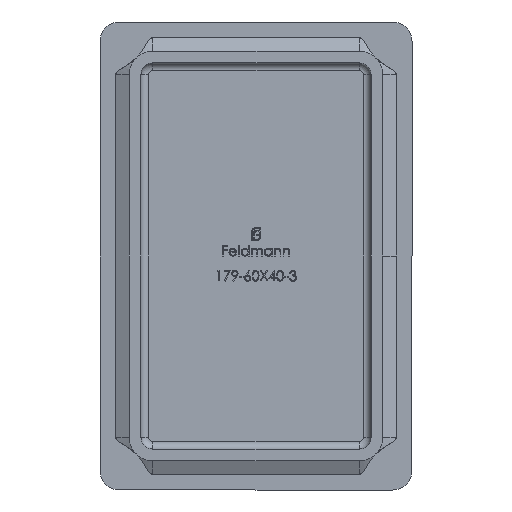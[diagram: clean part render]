
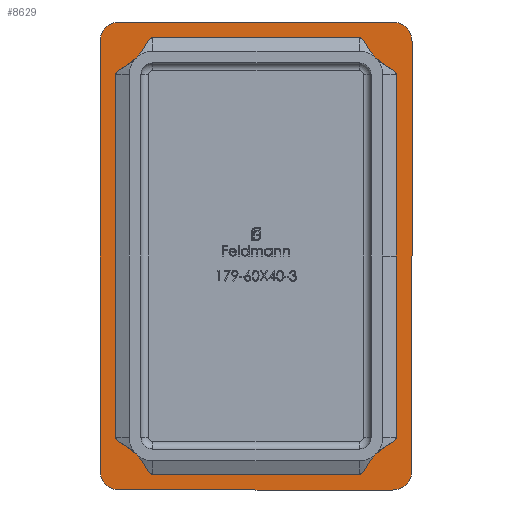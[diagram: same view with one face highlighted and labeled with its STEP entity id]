
A CAD part, front view. The second image highlights one B-rep face of the part: STEP entity #8629.
In plain terms, the highlighted planar face has unit normal (0, -1, 0).
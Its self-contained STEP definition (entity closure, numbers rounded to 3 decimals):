
#16 = ORIENTED_EDGE ( 'NONE', *, *, #16460, .F. ) ;
#110 = LINE ( 'NONE', #12791, #635 ) ;
#133 = CIRCLE ( 'NONE', #991, 3. ) ;
#154 = DIRECTION ( 'NONE',  ( -1., 0., 0. ) ) ;
#169 = DIRECTION ( 'NONE',  ( 0., -1., 0. ) ) ;
#174 = CARTESIAN_POINT ( 'NONE',  ( 0., 0., 0. ) ) ;
#191 = LINE ( 'NONE', #20755, #9544 ) ;
#406 = AXIS2_PLACEMENT_3D ( 'NONE', #174, #3622, #17298 ) ;
#495 = EDGE_CURVE ( 'NONE', #4798, #1116, #3959, .T. ) ;
#549 = DIRECTION ( 'NONE',  ( 0., -1., 0. ) ) ;
#635 = VECTOR ( 'NONE', #2560, 1000. ) ;
#744 = VECTOR ( 'NONE', #13058, 1000. ) ;
#979 = VECTOR ( 'NONE', #16171, 1000. ) ;
#991 = AXIS2_PLACEMENT_3D ( 'NONE', #6833, #18844, #17188 ) ;
#1116 = VERTEX_POINT ( 'NONE', #3259 ) ;
#1135 = CARTESIAN_POINT ( 'NONE',  ( -13.25, 0., 26.25 ) ) ;
#1304 = DIRECTION ( 'NONE',  ( 0., -1., 0. ) ) ;
#1316 = ORIENTED_EDGE ( 'NONE', *, *, #1809, .F. ) ;
#1809 = EDGE_CURVE ( 'NONE', #20144, #10941, #18907, .T. ) ;
#1988 = CIRCLE ( 'NONE', #13799, 2.5 ) ;
#2002 = LINE ( 'NONE', #13599, #7130 ) ;
#2560 = DIRECTION ( 'NONE',  ( 1., 0., 0. ) ) ;
#2656 = CARTESIAN_POINT ( 'NONE',  ( 16.25, 0., 23.25 ) ) ;
#2958 = AXIS2_PLACEMENT_3D ( 'NONE', #16860, #1304, #18309 ) ;
#3120 = ORIENTED_EDGE ( 'NONE', *, *, #21749, .F. ) ;
#3259 = CARTESIAN_POINT ( 'NONE',  ( -16.25, 0., -23.25 ) ) ;
#3346 = CARTESIAN_POINT ( 'NONE',  ( -17.5, 0., 27.5 ) ) ;
#3481 = AXIS2_PLACEMENT_3D ( 'NONE', #3543, #169, #5138 ) ;
#3543 = CARTESIAN_POINT ( 'NONE',  ( -13.25, 0., -23.25 ) ) ;
#3550 = VERTEX_POINT ( 'NONE', #22231 ) ;
#3574 = EDGE_CURVE ( 'NONE', #20144, #17118, #1988, .T. ) ;
#3622 = DIRECTION ( 'NONE',  ( 0., 1., 0. ) ) ;
#3733 = DIRECTION ( 'NONE',  ( 0., 0., -1. ) ) ;
#3904 = CARTESIAN_POINT ( 'NONE',  ( 20., 0., 27.5 ) ) ;
#3959 = LINE ( 'NONE', #7147, #979 ) ;
#4164 = EDGE_CURVE ( 'NONE', #1116, #19039, #21556, .T. ) ;
#4185 = CARTESIAN_POINT ( 'NONE',  ( -20., 0., -27.5 ) ) ;
#4615 = ORIENTED_EDGE ( 'NONE', *, *, #14806, .F. ) ;
#4798 = VERTEX_POINT ( 'NONE', #13800 ) ;
#5138 = DIRECTION ( 'NONE',  ( 0., 0., 1. ) ) ;
#5404 = CARTESIAN_POINT ( 'NONE',  ( -17.5, 0., 30. ) ) ;
#5709 = FACE_BOUND ( 'NONE', #9757, .T. ) ;
#6012 = AXIS2_PLACEMENT_3D ( 'NONE', #21230, #549, #9304 ) ;
#6166 = CARTESIAN_POINT ( 'NONE',  ( -20., 0., 30. ) ) ;
#6226 = EDGE_CURVE ( 'NONE', #18218, #11814, #2002, .T. ) ;
#6833 = CARTESIAN_POINT ( 'NONE',  ( -13.25, 0., 23.25 ) ) ;
#7002 = ORIENTED_EDGE ( 'NONE', *, *, #16706, .F. ) ;
#7130 = VECTOR ( 'NONE', #154, 1000. ) ;
#7147 = CARTESIAN_POINT ( 'NONE',  ( -16.25, 0., 23.25 ) ) ;
#8505 = DIRECTION ( 'NONE',  ( 0., -1., 0. ) ) ;
#8628 = VECTOR ( 'NONE', #11040, 1000. ) ;
#8629 = ADVANCED_FACE ( 'NONE', ( #5709, #13429 ), #12065, .F. ) ;
#8882 = ORIENTED_EDGE ( 'NONE', *, *, #14695, .F. ) ;
#9304 = DIRECTION ( 'NONE',  ( 0., 0., 1. ) ) ;
#9350 = ORIENTED_EDGE ( 'NONE', *, *, #17350, .F. ) ;
#9434 = LINE ( 'NONE', #14533, #8628 ) ;
#9521 = EDGE_CURVE ( 'NONE', #19637, #10941, #19560, .T. ) ;
#9541 = VECTOR ( 'NONE', #21573, 1000. ) ;
#9544 = VECTOR ( 'NONE', #10402, 1000. ) ;
#9757 = EDGE_LOOP ( 'NONE', ( #14405, #9350, #8882, #7002, #16, #20438, #20103, #4615 ) ) ;
#9998 = CIRCLE ( 'NONE', #19522, 2.5 ) ;
#10066 = DIRECTION ( 'NONE',  ( 0., 0., 1. ) ) ;
#10249 = CIRCLE ( 'NONE', #19821, 3. ) ;
#10402 = DIRECTION ( 'NONE',  ( -1., 0., 0. ) ) ;
#10549 = CARTESIAN_POINT ( 'NONE',  ( 13.25, 0., -23.25 ) ) ;
#10928 = LINE ( 'NONE', #21489, #744 ) ;
#10941 = VERTEX_POINT ( 'NONE', #12820 ) ;
#11040 = DIRECTION ( 'NONE',  ( 0., 0., 1. ) ) ;
#11151 = DIRECTION ( 'NONE',  ( 0., 0., 1. ) ) ;
#11814 = VERTEX_POINT ( 'NONE', #1135 ) ;
#12065 = PLANE ( 'NONE',  #406 ) ;
#12080 = EDGE_CURVE ( 'NONE', #13620, #22041, #191, .T. ) ;
#12197 = LINE ( 'NONE', #19819, #20515 ) ;
#12606 = EDGE_CURVE ( 'NONE', #14959, #22041, #14111, .T. ) ;
#12613 = CARTESIAN_POINT ( 'NONE',  ( -20., 0., 27.5 ) ) ;
#12670 = CIRCLE ( 'NONE', #16494, 3. ) ;
#12750 = CARTESIAN_POINT ( 'NONE',  ( 16.25, 0., -23.25 ) ) ;
#12791 = CARTESIAN_POINT ( 'NONE',  ( -13.25, 0., -26.25 ) ) ;
#12820 = CARTESIAN_POINT ( 'NONE',  ( 17.5, 0., 30. ) ) ;
#13012 = DIRECTION ( 'NONE',  ( 0., -1., 0. ) ) ;
#13058 = DIRECTION ( 'NONE',  ( 0., 0., -1. ) ) ;
#13429 = FACE_OUTER_BOUND ( 'NONE', #17963, .T. ) ;
#13599 = CARTESIAN_POINT ( 'NONE',  ( -13.25, 0., 26.25 ) ) ;
#13620 = VERTEX_POINT ( 'NONE', #20339 ) ;
#13677 = ORIENTED_EDGE ( 'NONE', *, *, #3574, .T. ) ;
#13799 = AXIS2_PLACEMENT_3D ( 'NONE', #3346, #8505, #10066 ) ;
#13800 = CARTESIAN_POINT ( 'NONE',  ( -16.25, 0., 23.25 ) ) ;
#14111 = CIRCLE ( 'NONE', #2958, 2.5 ) ;
#14181 = ORIENTED_EDGE ( 'NONE', *, *, #12606, .T. ) ;
#14405 = ORIENTED_EDGE ( 'NONE', *, *, #6226, .F. ) ;
#14533 = CARTESIAN_POINT ( 'NONE',  ( -20., 0., -30. ) ) ;
#14695 = EDGE_CURVE ( 'NONE', #18101, #15820, #12197, .T. ) ;
#14806 = EDGE_CURVE ( 'NONE', #11814, #4798, #133, .T. ) ;
#14959 = VERTEX_POINT ( 'NONE', #4185 ) ;
#15724 = CARTESIAN_POINT ( 'NONE',  ( 13.25, 0., 23.25 ) ) ;
#15799 = DIRECTION ( 'NONE',  ( 0., -1., 0. ) ) ;
#15820 = VERTEX_POINT ( 'NONE', #2656 ) ;
#16131 = ORIENTED_EDGE ( 'NONE', *, *, #18099, .F. ) ;
#16171 = DIRECTION ( 'NONE',  ( 0., 0., -1. ) ) ;
#16456 = EDGE_CURVE ( 'NONE', #13620, #19923, #9998, .T. ) ;
#16460 = EDGE_CURVE ( 'NONE', #19039, #3550, #110, .T. ) ;
#16494 = AXIS2_PLACEMENT_3D ( 'NONE', #10549, #18990, #3733 ) ;
#16512 = CARTESIAN_POINT ( 'NONE',  ( 20., 0., -27.5 ) ) ;
#16706 = EDGE_CURVE ( 'NONE', #3550, #18101, #12670, .T. ) ;
#16860 = CARTESIAN_POINT ( 'NONE',  ( -17.5, 0., -27.5 ) ) ;
#17118 = VERTEX_POINT ( 'NONE', #12613 ) ;
#17188 = DIRECTION ( 'NONE',  ( 0., 0., 1. ) ) ;
#17298 = DIRECTION ( 'NONE',  ( 0., 0., 1. ) ) ;
#17350 = EDGE_CURVE ( 'NONE', #15820, #18218, #10249, .T. ) ;
#17591 = DIRECTION ( 'NONE',  ( 0., 0., 1. ) ) ;
#17919 = CARTESIAN_POINT ( 'NONE',  ( -13.25, 0., -26.25 ) ) ;
#17963 = EDGE_LOOP ( 'NONE', ( #20528, #21696, #3120, #19353, #1316, #13677, #16131, #14181 ) ) ;
#18099 = EDGE_CURVE ( 'NONE', #14959, #17118, #9434, .T. ) ;
#18101 = VERTEX_POINT ( 'NONE', #12750 ) ;
#18202 = CARTESIAN_POINT ( 'NONE',  ( 13.25, 0., 26.25 ) ) ;
#18218 = VERTEX_POINT ( 'NONE', #18202 ) ;
#18309 = DIRECTION ( 'NONE',  ( 0., 0., 1. ) ) ;
#18844 = DIRECTION ( 'NONE',  ( 0., -1., 0. ) ) ;
#18907 = LINE ( 'NONE', #6166, #9541 ) ;
#18990 = DIRECTION ( 'NONE',  ( 0., -1., 0. ) ) ;
#19039 = VERTEX_POINT ( 'NONE', #17919 ) ;
#19353 = ORIENTED_EDGE ( 'NONE', *, *, #9521, .T. ) ;
#19522 = AXIS2_PLACEMENT_3D ( 'NONE', #19917, #13012, #11151 ) ;
#19560 = CIRCLE ( 'NONE', #6012, 2.5 ) ;
#19637 = VERTEX_POINT ( 'NONE', #3904 ) ;
#19819 = CARTESIAN_POINT ( 'NONE',  ( 16.25, 0., 23.25 ) ) ;
#19821 = AXIS2_PLACEMENT_3D ( 'NONE', #15724, #15799, #17591 ) ;
#19917 = CARTESIAN_POINT ( 'NONE',  ( 17.5, 0., -27.5 ) ) ;
#19923 = VERTEX_POINT ( 'NONE', #16512 ) ;
#20103 = ORIENTED_EDGE ( 'NONE', *, *, #495, .F. ) ;
#20144 = VERTEX_POINT ( 'NONE', #5404 ) ;
#20339 = CARTESIAN_POINT ( 'NONE',  ( 17.5, 0., -30. ) ) ;
#20438 = ORIENTED_EDGE ( 'NONE', *, *, #4164, .F. ) ;
#20515 = VECTOR ( 'NONE', #21574, 1000. ) ;
#20528 = ORIENTED_EDGE ( 'NONE', *, *, #12080, .F. ) ;
#20755 = CARTESIAN_POINT ( 'NONE',  ( -20., 0., -30. ) ) ;
#21230 = CARTESIAN_POINT ( 'NONE',  ( 17.5, 0., 27.5 ) ) ;
#21489 = CARTESIAN_POINT ( 'NONE',  ( 20., 0., -30. ) ) ;
#21556 = CIRCLE ( 'NONE', #3481, 3. ) ;
#21573 = DIRECTION ( 'NONE',  ( 1., 0., 0. ) ) ;
#21574 = DIRECTION ( 'NONE',  ( 0., 0., 1. ) ) ;
#21676 = CARTESIAN_POINT ( 'NONE',  ( -17.5, 0., -30. ) ) ;
#21696 = ORIENTED_EDGE ( 'NONE', *, *, #16456, .T. ) ;
#21749 = EDGE_CURVE ( 'NONE', #19637, #19923, #10928, .T. ) ;
#22041 = VERTEX_POINT ( 'NONE', #21676 ) ;
#22231 = CARTESIAN_POINT ( 'NONE',  ( 13.25, 0., -26.25 ) ) ;
